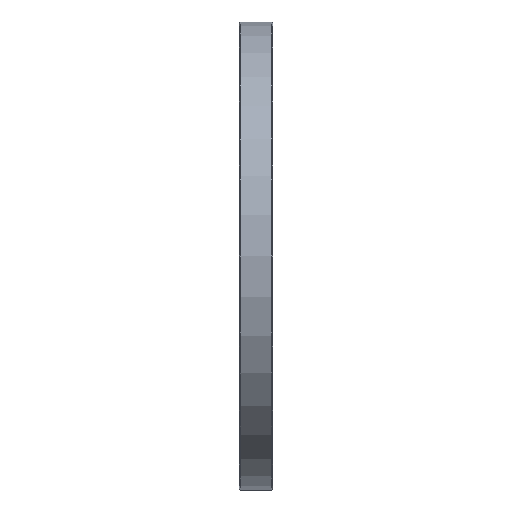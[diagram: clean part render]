
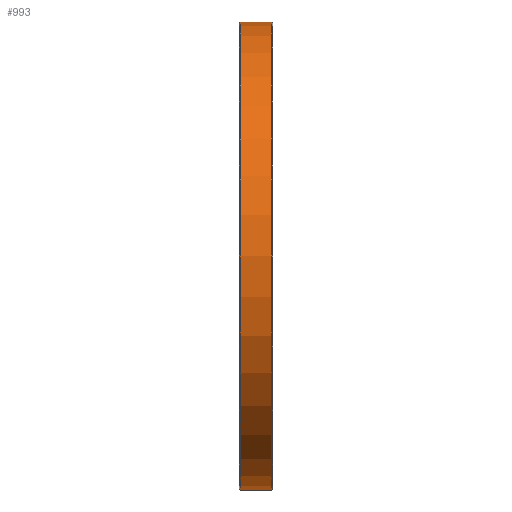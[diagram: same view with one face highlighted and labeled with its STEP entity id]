
A CAD part, left-side view. The second image highlights one B-rep face of the part: STEP entity #993.
In plain terms, the highlighted cylindrical face has radius 112.5 mm (diameter 225 mm), a partial arc.
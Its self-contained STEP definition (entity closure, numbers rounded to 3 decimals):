
#7 = VERTEX_POINT ( 'NONE', #1357 ) ;
#11 = VECTOR ( 'NONE', #798, 1000. ) ;
#71 = CARTESIAN_POINT ( 'NONE',  ( 0., 0.4, 0. ) ) ;
#73 = DIRECTION ( 'NONE',  ( 0., 0., -1. ) ) ;
#81 = CARTESIAN_POINT ( 'NONE',  ( 0., -12.074, 0. ) ) ;
#91 = DIRECTION ( 'NONE',  ( 0., -1., 0. ) ) ;
#99 = DIRECTION ( 'NONE',  ( 0., 1., 0. ) ) ;
#116 = CYLINDRICAL_SURFACE ( 'NONE', #686, 112.5 ) ;
#244 = DIRECTION ( 'NONE',  ( 0., 0., 1. ) ) ;
#259 = CARTESIAN_POINT ( 'NONE',  ( 0., 0.4, -112.5 ) ) ;
#296 = EDGE_LOOP ( 'NONE', ( #1365, #956, #1811, #1669 ) ) ;
#381 = CARTESIAN_POINT ( 'NONE',  ( 0., 15.6, 0. ) ) ;
#388 = DIRECTION ( 'NONE',  ( 0., -1., 0. ) ) ;
#458 = DIRECTION ( 'NONE',  ( 0., -1., 0. ) ) ;
#512 = DIRECTION ( 'NONE',  ( 0., 0., -1. ) ) ;
#521 = EDGE_CURVE ( 'NONE', #1192, #7, #706, .T. ) ;
#686 = AXIS2_PLACEMENT_3D ( 'NONE', #81, #91, #73 ) ;
#706 = CIRCLE ( 'NONE', #1252, 112.5 ) ;
#758 = LINE ( 'NONE', #1603, #1298 ) ;
#789 = CARTESIAN_POINT ( 'NONE',  ( 0., -12.074, -112.5 ) ) ;
#798 = DIRECTION ( 'NONE',  ( 0., -1., 0. ) ) ;
#956 = ORIENTED_EDGE ( 'NONE', *, *, #521, .T. ) ;
#993 = ADVANCED_FACE ( 'NONE', ( #1076 ), #116, .T. ) ;
#1035 = VERTEX_POINT ( 'NONE', #1285 ) ;
#1050 = AXIS2_PLACEMENT_3D ( 'NONE', #71, #99, #244 ) ;
#1076 = FACE_OUTER_BOUND ( 'NONE', #296, .T. ) ;
#1105 = EDGE_CURVE ( 'NONE', #1149, #1035, #2048, .T. ) ;
#1149 = VERTEX_POINT ( 'NONE', #259 ) ;
#1192 = VERTEX_POINT ( 'NONE', #1750 ) ;
#1252 = AXIS2_PLACEMENT_3D ( 'NONE', #381, #388, #512 ) ;
#1285 = CARTESIAN_POINT ( 'NONE',  ( 0., 0.4, 112.5 ) ) ;
#1298 = VECTOR ( 'NONE', #458, 1000. ) ;
#1357 = CARTESIAN_POINT ( 'NONE',  ( 0., 15.6, -112.5 ) ) ;
#1365 = ORIENTED_EDGE ( 'NONE', *, *, #1708, .F. ) ;
#1603 = CARTESIAN_POINT ( 'NONE',  ( 0., -12.074, 112.5 ) ) ;
#1667 = EDGE_CURVE ( 'NONE', #7, #1149, #1714, .T. ) ;
#1669 = ORIENTED_EDGE ( 'NONE', *, *, #1105, .T. ) ;
#1708 = EDGE_CURVE ( 'NONE', #1192, #1035, #758, .T. ) ;
#1714 = LINE ( 'NONE', #789, #11 ) ;
#1750 = CARTESIAN_POINT ( 'NONE',  ( 0., 15.6, 112.5 ) ) ;
#1811 = ORIENTED_EDGE ( 'NONE', *, *, #1667, .T. ) ;
#2048 = CIRCLE ( 'NONE', #1050, 112.5 ) ;
